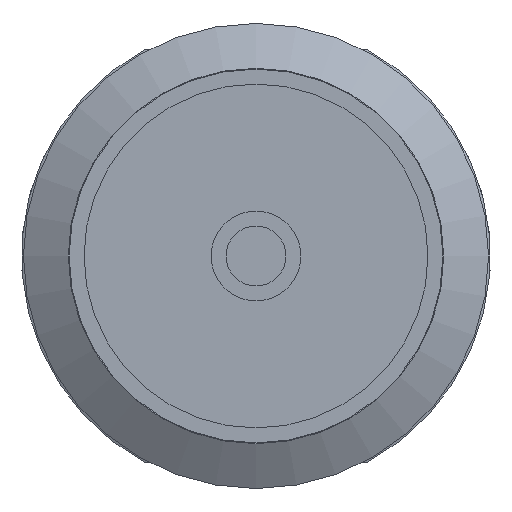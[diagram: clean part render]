
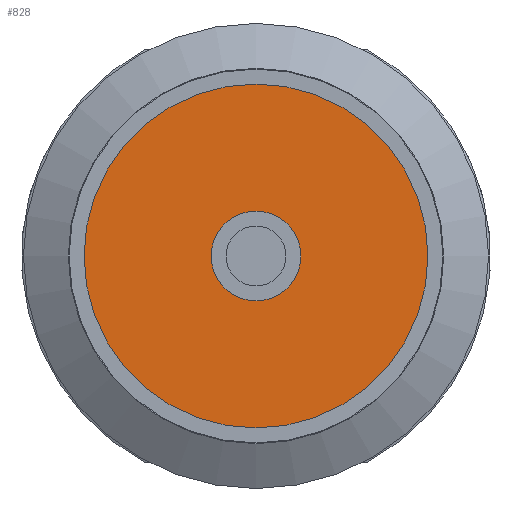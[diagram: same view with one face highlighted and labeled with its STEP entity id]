
A CAD part, left-side view. The second image highlights one B-rep face of the part: STEP entity #828.
In plain terms, the highlighted planar face has unit normal (-1, 0, 0).
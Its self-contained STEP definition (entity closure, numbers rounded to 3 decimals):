
#155=FACE_BOUND($,#300,.T.);
#197=FACE_OUTER_BOUND($,#299,.T.);
#299=EDGE_LOOP($,(#641));
#300=EDGE_LOOP($,(#642));
#385=CIRCLE($,#953,2.3);
#387=CIRCLE($,#956,0.6);
#445=VERTEX_POINT($,#1412);
#447=VERTEX_POINT($,#1417);
#521=EDGE_CURVE($,#445,#445,#385,.T.);
#523=EDGE_CURVE($,#447,#447,#387,.T.);
#641=ORIENTED_EDGE($,*,*,#521,.F.);
#642=ORIENTED_EDGE($,*,*,#523,.T.);
#770=PLANE($,#958);
#828=ADVANCED_FACE($,(#197,#155),#770,.F.);
#953=AXIS2_PLACEMENT_3D($,#1413,#1141,#1142);
#956=AXIS2_PLACEMENT_3D($,#1418,#1147,#1148);
#958=AXIS2_PLACEMENT_3D($,#1420,#1151,#1152);
#1141=DIRECTION('center_axis',(1.,0.,0.));
#1142=DIRECTION('ref_axis',(0.,1.,0.));
#1147=DIRECTION('center_axis',(1.,0.,0.));
#1148=DIRECTION('ref_axis',(0.,-1.,0.));
#1151=DIRECTION('center_axis',(1.,0.,0.));
#1152=DIRECTION('ref_axis',(0.,0.,1.));
#1412=CARTESIAN_POINT('',(-8.155,2.3,0.19));
#1413=CARTESIAN_POINT('Origin',(-8.155,0.,0.19));
#1417=CARTESIAN_POINT('',(-8.155,-0.6,0.19));
#1418=CARTESIAN_POINT('Origin',(-8.155,0.,0.19));
#1420=CARTESIAN_POINT('Origin',(-8.155,0.,0.19));
